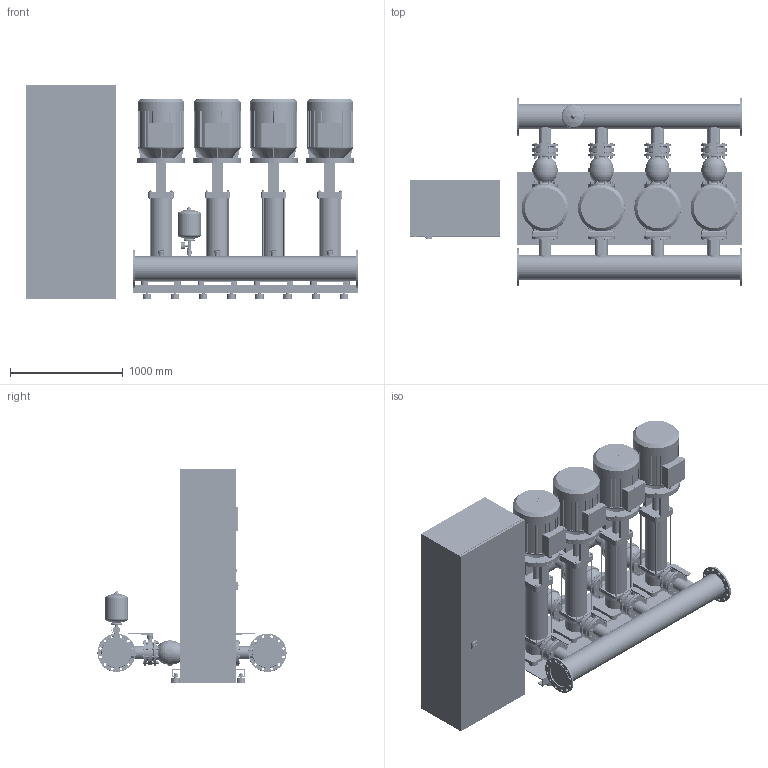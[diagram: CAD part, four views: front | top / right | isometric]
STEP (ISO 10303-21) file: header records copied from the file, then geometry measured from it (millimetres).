
FILE_DESCRIPTION((''),'2;1');
FILE_NAME('3d_CO-4MVI7006-PN25-2523220.stp','2011-08-26T13:47:17',(''),(''),'Mechanical Desktop 2009','Mechanical Desktop 2009',', , ');
FILE_SCHEMA(('CONFIG_CONTROL_DESIGN'));
Length unit declared in the file: millimetre
Products named in the file (1): Product
Bounding box: 2950 x 1679.55 x 1900 mm (x, y, z)
Volume: 1481886747.1 mm3; surface area: 32464700.8 mm2
Topology: 242 solids, 242 shells, 6896 faces, 16517 edges, 10776 vertices
Faces by surface type: plane 3506, cylinder 2104, bspline 684, cone 440, torus 112, sphere 50
Full cylindrical faces by diameter (mm): 114.3 x8, 225 x8
Entity records: 211255 total; most frequent: CARTESIAN_POINT 47028, DIRECTION 34581, ORIENTED_EDGE 32938, EDGE_CURVE 16469, AXIS2_PLACEMENT_3D 12103, VERTEX_POINT 10764, VECTOR 10375, LINE 10375
